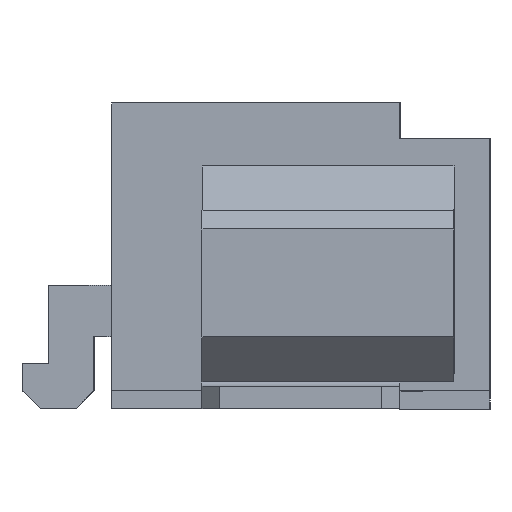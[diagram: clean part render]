
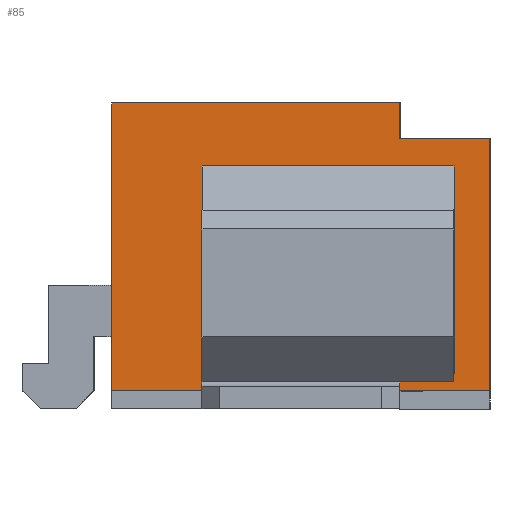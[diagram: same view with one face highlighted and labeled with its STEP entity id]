
A CAD part, left-side view. The second image highlights one B-rep face of the part: STEP entity #85.
In plain terms, the highlighted planar face has unit normal (-1, 0, 0).
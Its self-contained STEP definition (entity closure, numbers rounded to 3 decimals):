
#58=FACE_BOUND('',#763,.T.);
#59=FACE_BOUND('',#764,.T.);
#85=ADVANCED_FACE('',(#58,#59),#315,.F.);
#315=PLANE('',#4546);
#763=EDGE_LOOP('',(#1086,#1087,#1088,#1089,#1090,#1091));
#764=EDGE_LOOP('',(#1092,#1093,#1094,#1095));
#1086=ORIENTED_EDGE('',*,*,#2756,.F.);
#1087=ORIENTED_EDGE('',*,*,#2757,.T.);
#1088=ORIENTED_EDGE('',*,*,#2758,.F.);
#1089=ORIENTED_EDGE('',*,*,#2759,.F.);
#1090=ORIENTED_EDGE('',*,*,#2716,.F.);
#1091=ORIENTED_EDGE('',*,*,#2760,.F.);
#1092=ORIENTED_EDGE('',*,*,#2761,.F.);
#1093=ORIENTED_EDGE('',*,*,#2762,.F.);
#1094=ORIENTED_EDGE('',*,*,#2763,.T.);
#1095=ORIENTED_EDGE('',*,*,#2764,.T.);
#2295=VERTEX_POINT('',#5967);
#2296=VERTEX_POINT('',#5969);
#2330=VERTEX_POINT('',#6046);
#2331=VERTEX_POINT('',#6047);
#2332=VERTEX_POINT('',#6049);
#2333=VERTEX_POINT('',#6051);
#2334=VERTEX_POINT('',#6055);
#2335=VERTEX_POINT('',#6056);
#2336=VERTEX_POINT('',#6058);
#2337=VERTEX_POINT('',#6060);
#2716=EDGE_CURVE('',#2295,#2296,#3346,.T.);
#2756=EDGE_CURVE('',#2330,#2331,#3386,.T.);
#2757=EDGE_CURVE('',#2330,#2332,#3387,.T.);
#2758=EDGE_CURVE('',#2333,#2332,#3388,.T.);
#2759=EDGE_CURVE('',#2296,#2333,#3389,.T.);
#2760=EDGE_CURVE('',#2331,#2295,#3390,.T.);
#2761=EDGE_CURVE('',#2334,#2335,#3391,.T.);
#2762=EDGE_CURVE('',#2336,#2334,#3392,.T.);
#2763=EDGE_CURVE('',#2336,#2337,#3393,.T.);
#2764=EDGE_CURVE('',#2337,#2335,#3394,.T.);
#3346=LINE('',#5968,#3960);
#3386=LINE('',#6045,#4000);
#3387=LINE('',#6048,#4001);
#3388=LINE('',#6050,#4002);
#3389=LINE('',#6052,#4003);
#3390=LINE('',#6053,#4004);
#3391=LINE('',#6054,#4005);
#3392=LINE('',#6057,#4006);
#3393=LINE('',#6059,#4007);
#3394=LINE('',#6061,#4008);
#3960=VECTOR('',#4831,1.);
#4000=VECTOR('',#4877,1.);
#4001=VECTOR('',#4878,1.);
#4002=VECTOR('',#4879,1.);
#4003=VECTOR('',#4880,1.);
#4004=VECTOR('',#4881,1.);
#4005=VECTOR('',#4882,1.);
#4006=VECTOR('',#4883,1.);
#4007=VECTOR('',#4884,1.);
#4008=VECTOR('',#4885,1.);
#4546=AXIS2_PLACEMENT_3D('',#6062,#4886,#4887);
#4831=DIRECTION('',(0.,1.,0.));
#4877=DIRECTION('',(0.,-1.,0.));
#4878=DIRECTION('',(0.,0.,1.));
#4879=DIRECTION('',(0.,-1.,0.));
#4880=DIRECTION('',(0.,0.,1.));
#4881=DIRECTION('',(0.,0.,-1.));
#4882=DIRECTION('',(0.,0.,-1.));
#4883=DIRECTION('',(0.,1.,0.));
#4884=DIRECTION('',(0.,0.,-1.));
#4885=DIRECTION('',(0.,1.,0.));
#4886=DIRECTION('',(1.,0.,0.));
#4887=DIRECTION('',(0.,0.,-1.));
#5967=CARTESIAN_POINT('',(-5.25,1.,0.));
#5968=CARTESIAN_POINT('',(-5.25,1.,0.));
#5969=CARTESIAN_POINT('',(-5.25,5.2,0.));
#6045=CARTESIAN_POINT('',(-5.25,2.,2.8));
#6046=CARTESIAN_POINT('',(-5.25,2.,2.8));
#6047=CARTESIAN_POINT('',(-5.25,1.,2.8));
#6048=CARTESIAN_POINT('',(-5.25,2.,2.8));
#6049=CARTESIAN_POINT('',(-5.25,2.,3.2));
#6050=CARTESIAN_POINT('',(-5.25,5.2,3.2));
#6051=CARTESIAN_POINT('',(-5.25,5.2,3.2));
#6052=CARTESIAN_POINT('',(-5.25,5.2,0.));
#6053=CARTESIAN_POINT('',(-5.25,1.,3.2));
#6054=CARTESIAN_POINT('',(-5.25,4.2,2.5));
#6055=CARTESIAN_POINT('',(-5.25,4.2,2.5));
#6056=CARTESIAN_POINT('',(-5.25,4.2,0.1));
#6057=CARTESIAN_POINT('',(-5.25,1.4,2.5));
#6058=CARTESIAN_POINT('',(-5.25,1.4,2.5));
#6059=CARTESIAN_POINT('',(-5.25,1.4,2.5));
#6060=CARTESIAN_POINT('',(-5.25,1.4,0.1));
#6061=CARTESIAN_POINT('',(-5.25,1.4,0.1));
#6062=CARTESIAN_POINT('',(-5.25,0.,0.));
